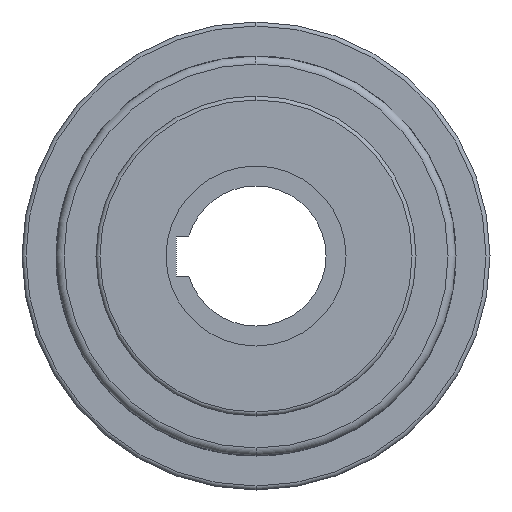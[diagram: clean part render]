
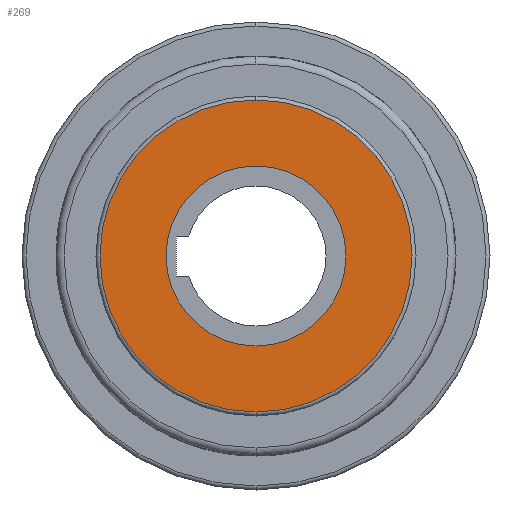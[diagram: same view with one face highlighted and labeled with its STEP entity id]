
A CAD part, left-side view. The second image highlights one B-rep face of the part: STEP entity #269.
In plain terms, the highlighted planar face has unit normal (-1, 0, 0).
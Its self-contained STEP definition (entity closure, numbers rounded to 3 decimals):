
#269=ADVANCED_FACE('',(#754,#755),#756,.T.);
#754=FACE_BOUND('',#1245,.T.);
#755=FACE_OUTER_BOUND('',#1246,.T.);
#756=PLANE('',#1247);
#1245=EDGE_LOOP('',(#3077,#3078));
#1246=EDGE_LOOP('',(#3079,#3080,#3081));
#1247=AXIS2_PLACEMENT_3D('',#3082,#3083,#3084);
#3077=ORIENTED_EDGE('',*,*,#3684,.T.);
#3078=ORIENTED_EDGE('',*,*,#3172,.T.);
#3079=ORIENTED_EDGE('',*,*,#3130,.F.);
#3080=ORIENTED_EDGE('',*,*,#3129,.F.);
#3081=ORIENTED_EDGE('',*,*,#3701,.F.);
#3082=CARTESIAN_POINT('',(0.0,39.0,0.0));
#3083=DIRECTION('',(-1.0,-0.0,0.0));
#3084=DIRECTION('',(0.0,-1.0,-0.0));
#3129=EDGE_CURVE('',#3727,#3730,#3731,.T.);
#3130=EDGE_CURVE('',#3730,#3732,#3733,.T.);
#3172=EDGE_CURVE('',#3808,#3812,#3814,.T.);
#3684=EDGE_CURVE('',#3812,#3808,#4663,.T.);
#3701=EDGE_CURVE('',#3732,#3727,#4684,.T.);
#3727=VERTEX_POINT('',#4712);
#3730=VERTEX_POINT('',#4715);
#3731=CIRCLE('',#4716,78.0);
#3732=VERTEX_POINT('',#4717);
#3733=CIRCLE('',#4718,78.0);
#3808=VERTEX_POINT('',#5008);
#3812=VERTEX_POINT('',#5013);
#3814=CIRCLE('',#5016,45.0);
#4663=CIRCLE('',#6799,45.0);
#4684=CIRCLE('',#6833,78.0);
#4712=CARTESIAN_POINT('',(0.0,0.,-78.0));
#4715=CARTESIAN_POINT('',(0.0,78.0,0.0));
#4716=AXIS2_PLACEMENT_3D('',#6869,#6870,#6871);
#4717=CARTESIAN_POINT('',(0.0,0.,78.0));
#4718=AXIS2_PLACEMENT_3D('',#6872,#6873,#6874);
#5008=CARTESIAN_POINT('',(0.0,0.,-45.0));
#5013=CARTESIAN_POINT('',(0.0,0.,45.0));
#5016=AXIS2_PLACEMENT_3D('',#6950,#6951,#6952);
#6799=AXIS2_PLACEMENT_3D('',#7891,#7892,#7893);
#6833=AXIS2_PLACEMENT_3D('',#7916,#7917,#7918);
#6869=CARTESIAN_POINT('',(0.0,0.0,0.0));
#6870=DIRECTION('',(1.0,0.0,0.0));
#6871=DIRECTION('',(0.0,1.0,0.0));
#6872=CARTESIAN_POINT('',(0.0,0.0,0.0));
#6873=DIRECTION('',(1.0,0.0,0.0));
#6874=DIRECTION('',(0.0,1.0,0.0));
#6950=CARTESIAN_POINT('',(0.0,0.0,0.0));
#6951=DIRECTION('',(1.0,-0.0,0.0));
#6952=DIRECTION('',(0.0,0.0,-1.0));
#7891=CARTESIAN_POINT('',(0.0,0.0,0.0));
#7892=DIRECTION('',(1.0,-0.0,0.0));
#7893=DIRECTION('',(0.0,0.0,-1.0));
#7916=CARTESIAN_POINT('',(0.0,0.0,0.0));
#7917=DIRECTION('',(1.0,0.0,0.0));
#7918=DIRECTION('',(0.0,1.0,0.0));
